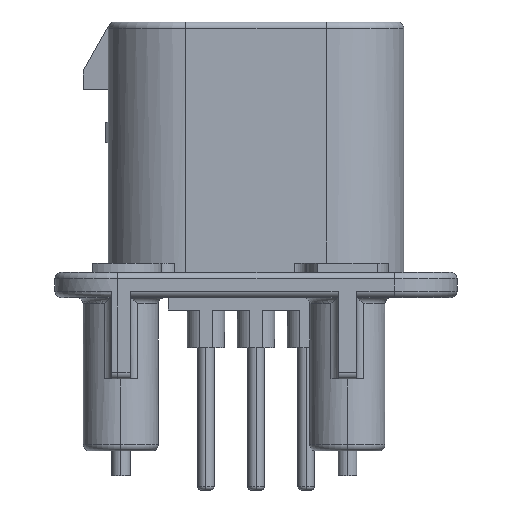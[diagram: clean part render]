
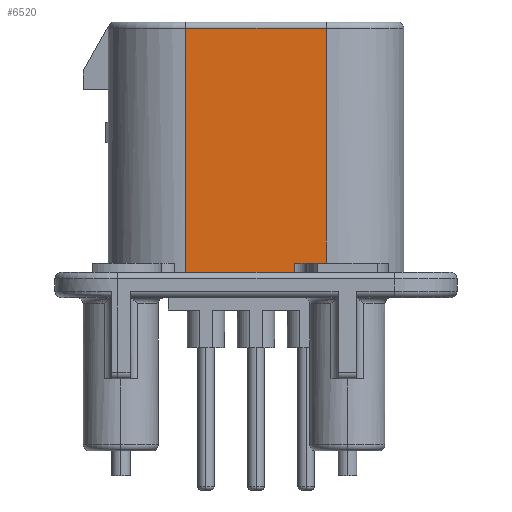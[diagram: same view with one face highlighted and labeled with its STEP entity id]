
A CAD part, left-side view. The second image highlights one B-rep face of the part: STEP entity #6520.
In plain terms, the highlighted planar face has unit normal (-1, 0, 0).
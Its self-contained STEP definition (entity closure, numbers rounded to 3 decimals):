
#363=DIRECTION('',(0.,-1.,0.));
#364=VECTOR('',#363,8.65);
#365=CARTESIAN_POINT('',(-11.7,5.6,-20.));
#366=LINE('',#365,#364);
#917=DIRECTION('',(0.,-1.,0.));
#918=VECTOR('',#917,11.2);
#919=CARTESIAN_POINT('',(-11.7,5.6,-0.5));
#920=LINE('',#919,#918);
#1163=DIRECTION('',(0.,-1.,0.));
#1164=VECTOR('',#1163,2.55);
#1165=CARTESIAN_POINT('',(-11.7,-3.05,-19.25));
#1166=LINE('',#1165,#1164);
#1167=DIRECTION('',(0.,0.,1.));
#1168=VECTOR('',#1167,0.75);
#1169=CARTESIAN_POINT('',(-11.7,-3.05,-20.));
#1170=LINE('',#1169,#1168);
#1171=DIRECTION('',(0.,0.,1.));
#1172=VECTOR('',#1171,19.5);
#1173=CARTESIAN_POINT('',(-11.7,5.6,-20.));
#1174=LINE('',#1173,#1172);
#1175=DIRECTION('',(0.,0.,1.));
#1176=VECTOR('',#1175,18.75);
#1177=CARTESIAN_POINT('',(-11.7,-5.6,-19.25));
#1178=LINE('',#1177,#1176);
#4757=CARTESIAN_POINT('',(-11.7,5.6,-0.5));
#4759=VERTEX_POINT('',#4757);
#4762=CARTESIAN_POINT('',(-11.7,-5.6,-0.5));
#4763=VERTEX_POINT('',#4762);
#4772=CARTESIAN_POINT('',(-11.7,5.6,-20.));
#4773=VERTEX_POINT('',#4772);
#5005=CARTESIAN_POINT('',(-11.7,-3.05,-20.));
#5007=VERTEX_POINT('',#5005);
#5018=CARTESIAN_POINT('',(-11.7,-3.05,-19.25));
#5019=CARTESIAN_POINT('',(-11.7,-5.6,-19.25));
#5020=VERTEX_POINT('',#5018);
#5021=VERTEX_POINT('',#5019);
#6505=CARTESIAN_POINT('',(-11.7,5.6,-20.));
#6506=DIRECTION('',(-1.,0.,0.));
#6507=DIRECTION('',(0.,-1.,0.));
#6508=AXIS2_PLACEMENT_3D('',#6505,#6506,#6507);
#6509=PLANE('',#6508);
#6510=ORIENTED_EDGE('',*,*,#6297,.T.);
#6512=ORIENTED_EDGE('',*,*,#6511,.F.);
#6513=ORIENTED_EDGE('',*,*,#6400,.F.);
#6515=ORIENTED_EDGE('',*,*,#6514,.F.);
#6516=ORIENTED_EDGE('',*,*,#5731,.F.);
#6517=ORIENTED_EDGE('',*,*,#6265,.T.);
#6518=EDGE_LOOP('',(#6510,#6512,#6513,#6515,#6516,#6517));
#6519=FACE_OUTER_BOUND('',#6518,.F.);
#6520=ADVANCED_FACE('',(#6519),#6509,.T.);
#5731=EDGE_CURVE('',#4773,#5007,#366,.T.);
#6265=EDGE_CURVE('',#4773,#4759,#1174,.T.);
#6297=EDGE_CURVE('',#4759,#4763,#920,.T.);
#6400=EDGE_CURVE('',#5020,#5021,#1166,.T.);
#6511=EDGE_CURVE('',#5021,#4763,#1178,.T.);
#6514=EDGE_CURVE('',#5007,#5020,#1170,.T.);
